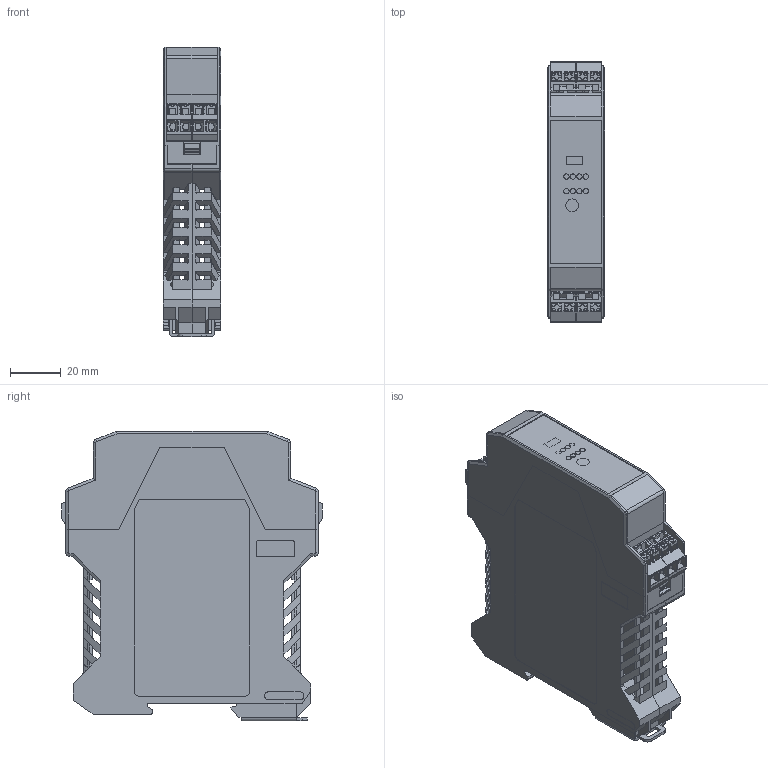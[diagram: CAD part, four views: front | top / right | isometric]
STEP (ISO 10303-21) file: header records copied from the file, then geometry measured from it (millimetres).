
FILE_DESCRIPTION(/* description */ ('Alibre Inc.'),/* implementation_level */ '2;1');
FILE_NAME(/* name */ 'export-460F1667-99F6-426B-91AB-F9F8AC14E9C3',/* time_stamp */ '2019-03-14T09:57:21+01:00',/* author */ (''),/* organization */ (''),/* preprocessor_version */ 'ST-DEVELOPER v17',/* originating_system */ 'Alibre',/* authorisation */ '');
FILE_SCHEMA (('AUTOMOTIVE_DESIGN'));
Length unit declared in the file: millimetre
Bounding box: 22.6 x 102.3 x 113.6 mm (x, y, z)
Volume: 68906.7 mm3; surface area: 81878.9 mm2
Topology: 21 solids, 21 shells, 5751 faces, 15973 edges, 10387 vertices
Faces by surface type: plane 4730, cylinder 887, cone 60, torus 42, sphere 32
Full cylindrical faces by diameter (mm): 2.08 x4, 2.1 x8, 2.12 x4, 5 x1
Entity records: 100788 total; most frequent: CARTESIAN_POINT 18578, ORIENTED_EDGE 18388, DIRECTION 13399, EDGE_CURVE 9191, VECTOR 7991, LINE 7991, VERTEX_POINT 5996, AXIS2_PLACEMENT_3D 3967
